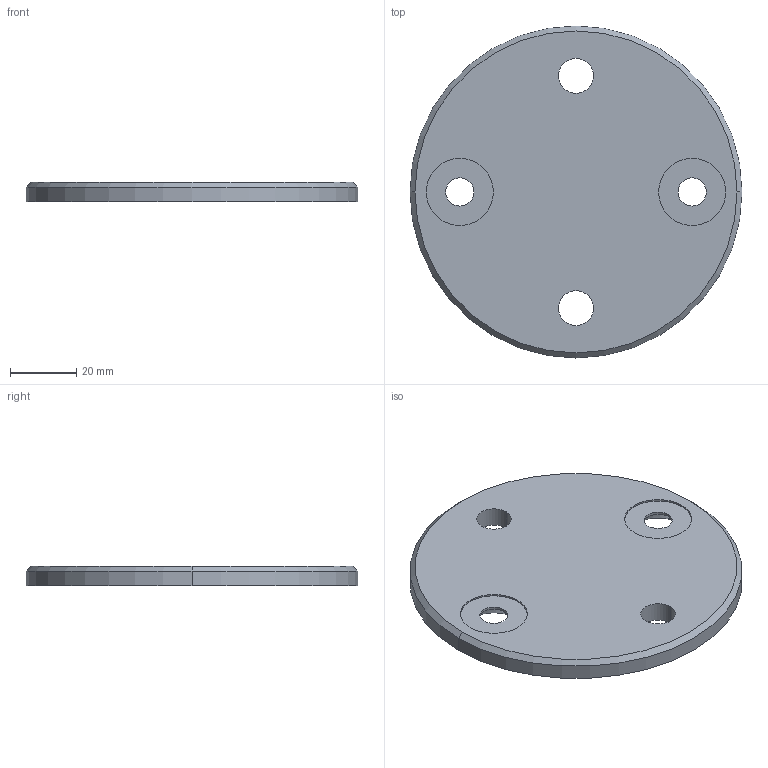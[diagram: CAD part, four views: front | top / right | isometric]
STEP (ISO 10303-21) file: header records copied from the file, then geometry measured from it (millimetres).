
FILE_DESCRIPTION (( 'STEP AP214' ), '1' );
FILE_NAME ('A6_021-6-A-flange.STEP', '2022-05-16T13:07:46', ( '' ), ( '' ), 'SwSTEP 2.0', 'SolidWorks 2019', '' );
FILE_SCHEMA (( 'AUTOMOTIVE_DESIGN' ));
Length unit declared in the file: millimetre
Products named in the file (1): A6_021-6-A-flange
Bounding box: 100 x 100 x 6 mm (x, y, z)
Volume: 43963.3 mm3; surface area: 17403.8 mm2
Topology: 1 solids, 1 shells, 24 faces, 54 edges, 34 vertices
Faces by surface type: cylinder 14, cone 6, plane 4
Entity records: 734 total; most frequent: DIRECTION 138, CARTESIAN_POINT 113, ORIENTED_EDGE 108, AXIS2_PLACEMENT_3D 59, EDGE_CURVE 54, EDGE_LOOP 34, VERTEX_POINT 34, CIRCLE 34
